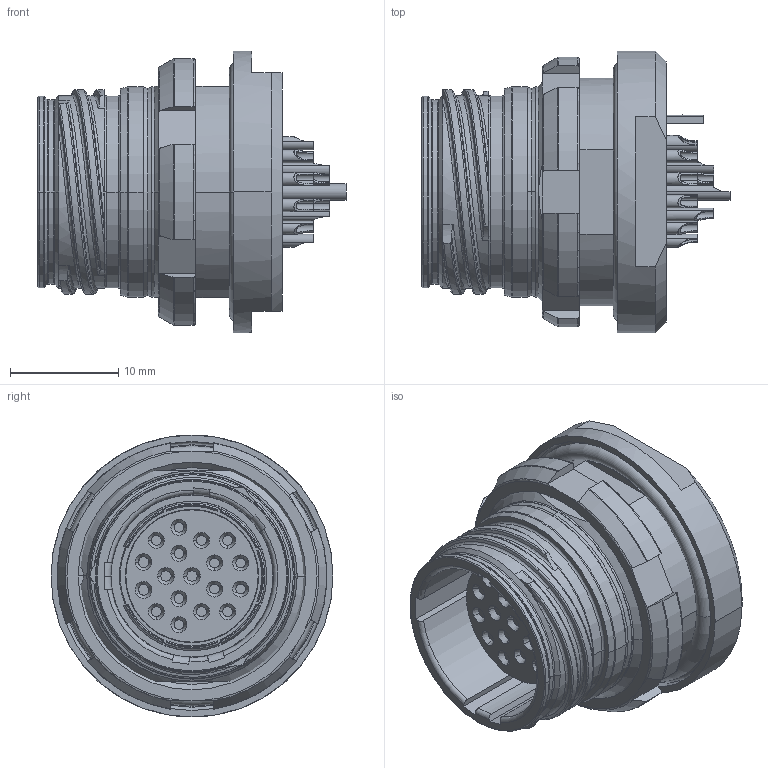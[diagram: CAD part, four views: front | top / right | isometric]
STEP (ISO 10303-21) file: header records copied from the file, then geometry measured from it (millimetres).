
FILE_DESCRIPTION((''),'2;1');
FILE_NAME('ASM0001_ASM','2021-04-21T11:49:08',('LTischler'),(''),'CREO PARAMETRIC BY PTC INC, 2018300','CREO PARAMETRIC BY PTC INC, 2018300','');
FILE_SCHEMA(('AP242_MANAGED_MODEL_BASED_3D_ENGINEERING_MIM_LF { 1 0 10303 442 1 1 4 }'));
Length unit declared in the file: millimetre
Products named in the file (3): 00198435_SW0001; 00126150; ASM0001_ASM
Assembly tree (2 placements, depth 2):
  ASM0001_ASM
    00198435_SW0001
    00126150
Bounding box: 28.4 x 26 x 26 mm (x, y, z)
Volume: 6446.7 mm3; surface area: 6039.9 mm2
Topology: 2 solids, 4 shells, 772 faces, 2003 edges, 1258 vertices
Faces by surface type: plane 218, cylinder 204, cone 195, torus 94, bspline 56, sphere 5
Entity records: 42378 total; most frequent: CARTESIAN_POINT 18680, ORIENTED_EDGE 3942, DIRECTION 3732, EDGE_CURVE 1971, AXIS2_PLACEMENT_3D 1529, VERTEX_POINT 1258, PRESENTATION_STYLE_ASSIGNMENT 828, STYLED_ITEM 828
